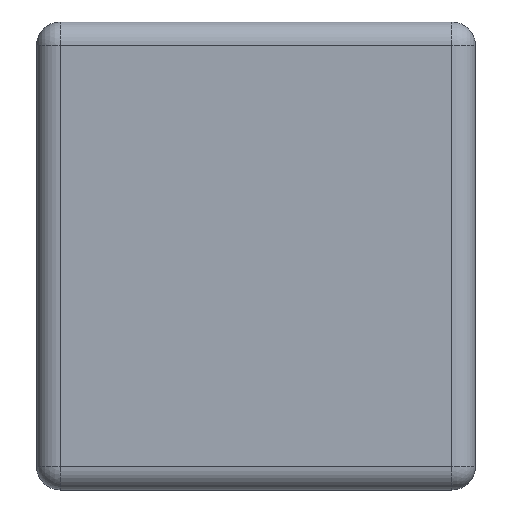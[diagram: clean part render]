
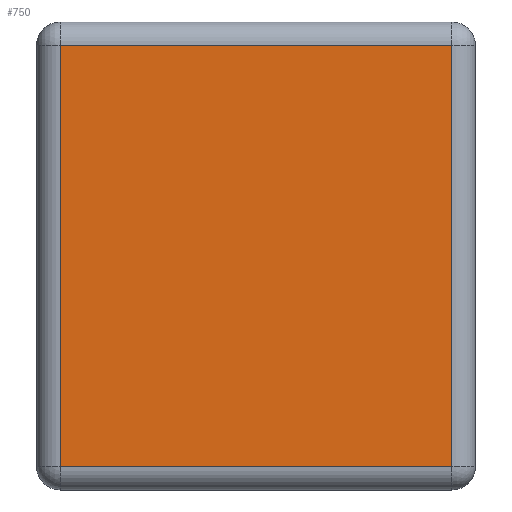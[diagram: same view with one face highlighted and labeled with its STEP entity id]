
A CAD part, left-side view. The second image highlights one B-rep face of the part: STEP entity #750.
In plain terms, the highlighted planar face has unit normal (-1, 0, 0).
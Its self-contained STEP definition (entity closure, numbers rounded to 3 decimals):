
#48 = CARTESIAN_POINT ( 'NONE',  ( -0.8, 0.71, 0.36 ) ) ;
#101 = LINE ( 'NONE', #1119, #340 ) ;
#121 = VERTEX_POINT ( 'NONE', #1046 ) ;
#134 = ORIENTED_EDGE ( 'NONE', *, *, #955, .T. ) ;
#135 = AXIS2_PLACEMENT_3D ( 'NONE', #549, #303, #700 ) ;
#162 = VERTEX_POINT ( 'NONE', #367 ) ;
#235 = LINE ( 'NONE', #526, #1212 ) ;
#303 = DIRECTION ( 'NONE',  ( 1., 0., 0. ) ) ;
#340 = VECTOR ( 'NONE', #808, 1000. ) ;
#367 = CARTESIAN_POINT ( 'NONE',  ( -0.8, 0.71, -0.36 ) ) ;
#384 = EDGE_CURVE ( 'NONE', #1190, #162, #1219, .T. ) ;
#395 = DIRECTION ( 'NONE',  ( 0., 0., -1. ) ) ;
#432 = LINE ( 'NONE', #711, #500 ) ;
#436 = DIRECTION ( 'NONE',  ( 0., 1., 0. ) ) ;
#500 = VECTOR ( 'NONE', #436, 1000. ) ;
#526 = CARTESIAN_POINT ( 'NONE',  ( -0.8, 0.75, -0.36 ) ) ;
#549 = CARTESIAN_POINT ( 'NONE',  ( -0.8, 0.75, -0.4 ) ) ;
#606 = DIRECTION ( 'NONE',  ( 0., -1., 0. ) ) ;
#689 = VECTOR ( 'NONE', #395, 1000. ) ;
#695 = ORIENTED_EDGE ( 'NONE', *, *, #888, .T. ) ;
#697 = CARTESIAN_POINT ( 'NONE',  ( -0.8, 0.04, -0.36 ) ) ;
#700 = DIRECTION ( 'NONE',  ( 0., 0., -1. ) ) ;
#711 = CARTESIAN_POINT ( 'NONE',  ( -0.8, 0.75, 0.36 ) ) ;
#750 = ADVANCED_FACE ( 'NONE', ( #1049 ), #848, .F. ) ;
#773 = VERTEX_POINT ( 'NONE', #697 ) ;
#808 = DIRECTION ( 'NONE',  ( 0., 0., 1. ) ) ;
#848 = PLANE ( 'NONE',  #135 ) ;
#888 = EDGE_CURVE ( 'NONE', #121, #1190, #432, .T. ) ;
#955 = EDGE_CURVE ( 'NONE', #773, #121, #101, .T. ) ;
#1038 = ORIENTED_EDGE ( 'NONE', *, *, #1233, .T. ) ;
#1046 = CARTESIAN_POINT ( 'NONE',  ( -0.8, 0.04, 0.36 ) ) ;
#1049 = FACE_OUTER_BOUND ( 'NONE', #1094, .T. ) ;
#1094 = EDGE_LOOP ( 'NONE', ( #1176, #1038, #134, #695 ) ) ;
#1095 = CARTESIAN_POINT ( 'NONE',  ( -0.8, 0.71, -0.4 ) ) ;
#1119 = CARTESIAN_POINT ( 'NONE',  ( -0.8, 0.04, -0.4 ) ) ;
#1176 = ORIENTED_EDGE ( 'NONE', *, *, #384, .T. ) ;
#1190 = VERTEX_POINT ( 'NONE', #48 ) ;
#1212 = VECTOR ( 'NONE', #606, 1000. ) ;
#1219 = LINE ( 'NONE', #1095, #689 ) ;
#1233 = EDGE_CURVE ( 'NONE', #162, #773, #235, .T. ) ;
